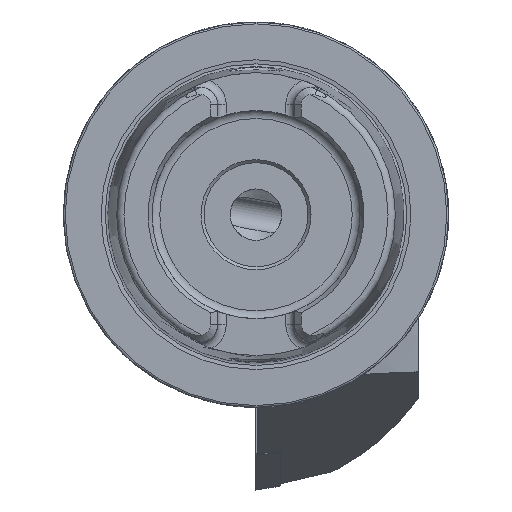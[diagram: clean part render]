
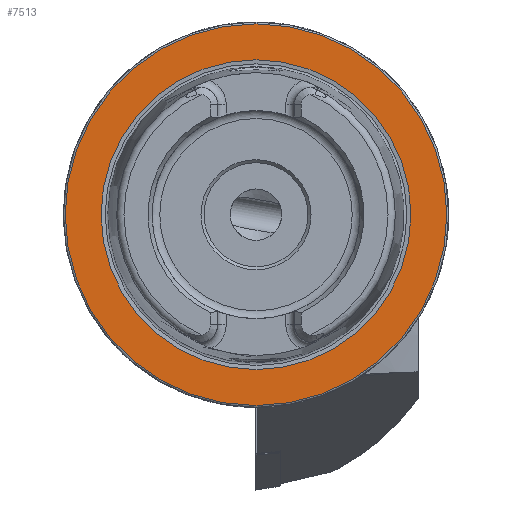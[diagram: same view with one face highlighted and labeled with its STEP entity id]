
A CAD part, left-side view. The second image highlights one B-rep face of the part: STEP entity #7513.
In plain terms, the highlighted planar face has unit normal (-1, 0, 0).
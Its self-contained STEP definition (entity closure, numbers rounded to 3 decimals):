
#130 = EDGE_CURVE ( 'NONE', #6842, #6842, #9461, .T. ) ;
#307 = DIRECTION ( 'NONE',  ( 0., 0., 1. ) ) ;
#659 = EDGE_CURVE ( 'NONE', #8729, #8729, #773, .T. ) ;
#701 = DIRECTION ( 'NONE',  ( 0., 0., -1. ) ) ;
#773 = CIRCLE ( 'NONE', #7261, 25.324 ) ;
#1629 = AXIS2_PLACEMENT_3D ( 'NONE', #4680, #11331, #5675 ) ;
#2626 = CARTESIAN_POINT ( 'NONE',  ( 0., 0., 25.324 ) ) ;
#3382 = ORIENTED_EDGE ( 'NONE', *, *, #130, .T. ) ;
#3433 = EDGE_LOOP ( 'NONE', ( #3382 ) ) ;
#4139 = AXIS2_PLACEMENT_3D ( 'NONE', #6561, #6438, #701 ) ;
#4680 = CARTESIAN_POINT ( 'NONE',  ( 0., 0., 0. ) ) ;
#4713 = ORIENTED_EDGE ( 'NONE', *, *, #659, .F. ) ;
#5675 = DIRECTION ( 'NONE',  ( 0., 0., 1. ) ) ;
#5942 = CARTESIAN_POINT ( 'NONE',  ( 0., 0., 0. ) ) ;
#6438 = DIRECTION ( 'NONE',  ( 1., 0., 0. ) ) ;
#6561 = CARTESIAN_POINT ( 'NONE',  ( 0., 31.2, 0. ) ) ;
#6842 = VERTEX_POINT ( 'NONE', #10016 ) ;
#7261 = AXIS2_PLACEMENT_3D ( 'NONE', #5942, #7813, #307 ) ;
#7513 = ADVANCED_FACE ( 'NONE', ( #7772, #8059 ), #12259, .F. ) ;
#7757 = EDGE_LOOP ( 'NONE', ( #4713 ) ) ;
#7772 = FACE_BOUND ( 'NONE', #7757, .T. ) ;
#7813 = DIRECTION ( 'NONE',  ( -1., 0., 0. ) ) ;
#8059 = FACE_OUTER_BOUND ( 'NONE', #3433, .T. ) ;
#8729 = VERTEX_POINT ( 'NONE', #2626 ) ;
#9461 = CIRCLE ( 'NONE', #1629, 31.2 ) ;
#10016 = CARTESIAN_POINT ( 'NONE',  ( 0., 0., 31.2 ) ) ;
#11331 = DIRECTION ( 'NONE',  ( -1., 0., 0. ) ) ;
#12259 = PLANE ( 'NONE',  #4139 ) ;
